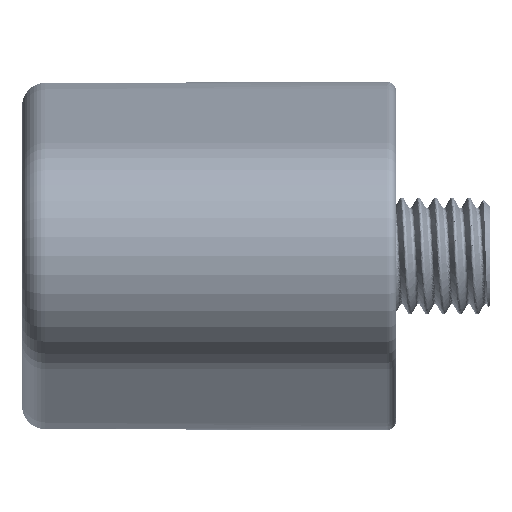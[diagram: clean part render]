
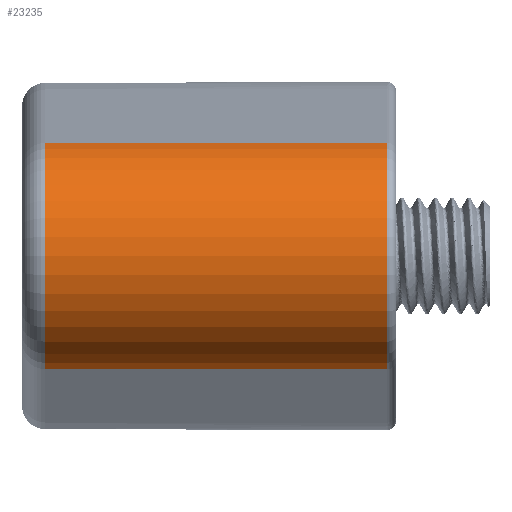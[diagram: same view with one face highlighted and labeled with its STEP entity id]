
A CAD part, left-side view. The second image highlights one B-rep face of the part: STEP entity #23235.
In plain terms, the highlighted cylindrical face has radius 6.35 mm (diameter 12.7 mm), a partial arc.
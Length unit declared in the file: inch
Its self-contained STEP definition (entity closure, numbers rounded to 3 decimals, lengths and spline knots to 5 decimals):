
#2046=LINE('',#32323,#2407);
#2048=LINE('',#32327,#2409);
#2407=VECTOR('',#27130,0.3937);
#2409=VECTOR('',#27134,0.3937);
#2755=CYLINDRICAL_SURFACE('',#24683,0.25);
#4806=FACE_OUTER_BOUND('',#5922,.T.);
#5922=EDGE_LOOP('',(#15373,#15374,#15375,#15376));
#7170=CIRCLE('',#24677,0.25);
#7173=CIRCLE('',#24684,0.25);
#8872=VERTEX_POINT('',#32300);
#8874=VERTEX_POINT('',#32309);
#8877=VERTEX_POINT('',#32322);
#8878=VERTEX_POINT('',#32326);
#11394=EDGE_CURVE('',#8872,#8874,#7170,.T.);
#11399=EDGE_CURVE('',#8877,#8874,#2046,.T.);
#11401=EDGE_CURVE('',#8878,#8872,#2048,.T.);
#11402=EDGE_CURVE('',#8877,#8878,#7173,.T.);
#15373=ORIENTED_EDGE('',*,*,#11394,.F.);
#15374=ORIENTED_EDGE('',*,*,#11401,.F.);
#15375=ORIENTED_EDGE('',*,*,#11402,.F.);
#15376=ORIENTED_EDGE('',*,*,#11399,.T.);
#23235=ADVANCED_FACE('',(#4806),#2755,.T.);
#24677=AXIS2_PLACEMENT_3D('',#32313,#27116,#27117);
#24683=AXIS2_PLACEMENT_3D('',#32325,#27132,#27133);
#24684=AXIS2_PLACEMENT_3D('',#32328,#27135,#27136);
#27116=DIRECTION('center_axis',(0.,0.,-1.));
#27117=DIRECTION('ref_axis',(-1.,0.,0.));
#27130=DIRECTION('',(0.,0.,-1.));
#27132=DIRECTION('center_axis',(0.,0.,-1.));
#27133=DIRECTION('ref_axis',(-0.254,0.967,0.));
#27134=DIRECTION('',(0.,0.,-1.));
#27135=DIRECTION('center_axis',(0.,0.,1.));
#27136=DIRECTION('ref_axis',(-1.,0.,0.));
#32300=CARTESIAN_POINT('',(-1.47136,-0.02645,-0.005));
#32309=CARTESIAN_POINT('',(-1.47136,0.45722,-0.005));
#32313=CARTESIAN_POINT('Origin',(-1.40797,0.21539,-0.005));
#32322=CARTESIAN_POINT('',(-1.47136,0.45722,0.725));
#32323=CARTESIAN_POINT('',(-1.47136,0.45722,0.775));
#32325=CARTESIAN_POINT('Origin',(-1.40797,0.21539,0.775));
#32326=CARTESIAN_POINT('',(-1.47136,-0.02645,0.725));
#32327=CARTESIAN_POINT('',(-1.47136,-0.02645,0.775));
#32328=CARTESIAN_POINT('Origin',(-1.40797,0.21539,0.725));
